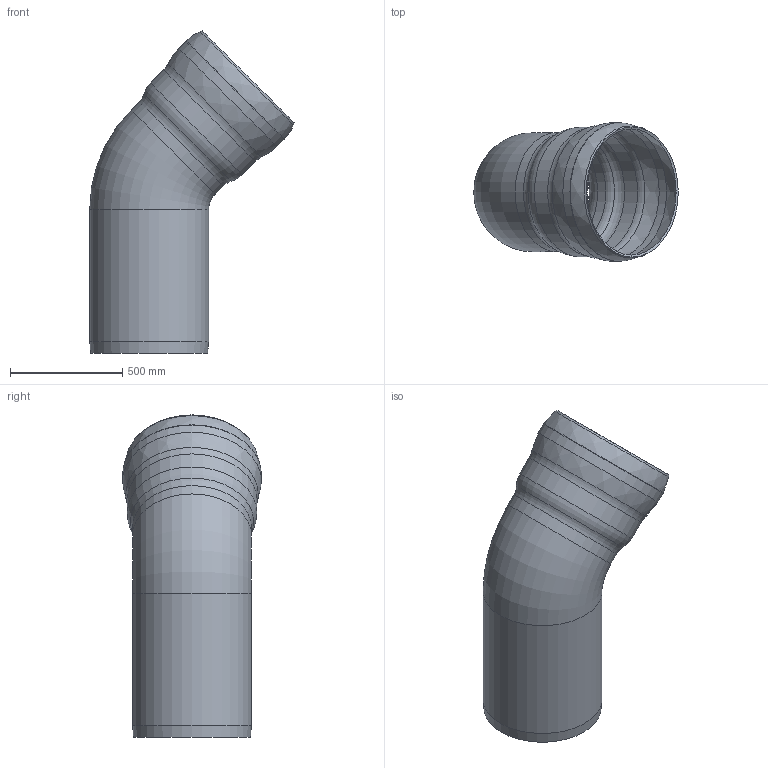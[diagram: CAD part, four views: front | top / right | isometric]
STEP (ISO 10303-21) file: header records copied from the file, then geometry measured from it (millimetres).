
FILE_DESCRIPTION(/* description */ (''),/* implementation_level */ '2;1');
FILE_NAME(/* name */ '5.352.050C_3D.stp',/* time_stamp */ '2024-12-11T11:53:35+01:00',/* author */ ('CAD'),/* organization */ (''),/* preprocessor_version */ 'ST-DEVELOPER v20',/* originating_system */ 'AutoCAD Mechanical',/* authorisation */ '');
FILE_SCHEMA (('AUTOMOTIVE_DESIGN { 1 0 10303 214 3 1 1 }'));
Length unit declared in the file: centimetre
Products named in the file (1): Product
Bounding box: 911.99 x 618.04 x 1437.01 mm (x, y, z)
Volume: 23796793.2 mm3; surface area: 4816628.6 mm2
Topology: 2 solids, 2 shells, 28 faces, 61 edges, 38 vertices
Faces by surface type: torus 9, cylinder 8, cone 5, bspline 4, plane 2
Full cylindrical faces by diameter (mm): 510 x2, 530 x2, 558 x1, 578 x1, 598 x1, 618 x1
Entity records: 908 total; most frequent: CARTESIAN_POINT 232, DIRECTION 157, ORIENTED_EDGE 116, AXIS2_PLACEMENT_3D 71, EDGE_CURVE 58, CIRCLE 46, VERTEX_POINT 32, EDGE_LOOP 30
